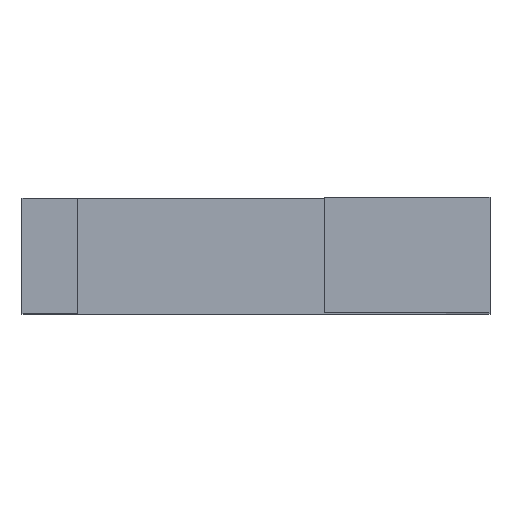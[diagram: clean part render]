
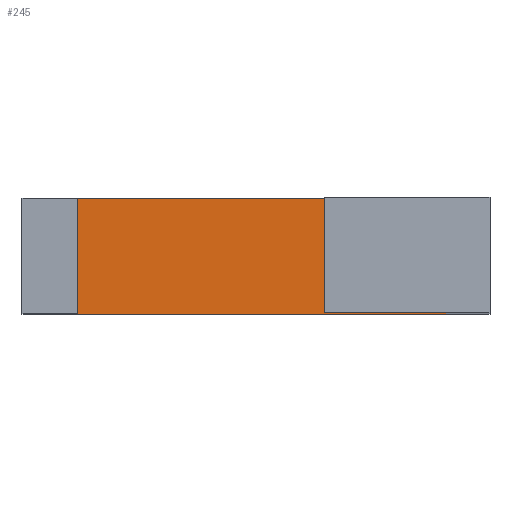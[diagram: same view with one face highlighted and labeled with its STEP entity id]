
A CAD part, top view. The second image highlights one B-rep face of the part: STEP entity #245.
In plain terms, the highlighted planar face has unit normal (0, 0, 1).
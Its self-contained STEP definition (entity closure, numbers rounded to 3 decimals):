
#245 = ADVANCED_FACE( '', ( #511 ), #512, .T. );
#511 = FACE_OUTER_BOUND( '', #1576, .T. );
#512 = PLANE( '', #1577 );
#1576 = EDGE_LOOP( '', ( #2283, #2284, #2285, #2286 ) );
#1577 = AXIS2_PLACEMENT_3D( '', #2287, #2288, #2289 );
#2283 = ORIENTED_EDGE( '', *, *, #2843, .F. );
#2284 = ORIENTED_EDGE( '', *, *, #2844, .F. );
#2285 = ORIENTED_EDGE( '', *, *, #2845, .T. );
#2286 = ORIENTED_EDGE( '', *, *, #2809, .T. );
#2287 = CARTESIAN_POINT( '', ( -8., -2.5, 0. ) );
#2288 = DIRECTION( '', ( 0., 0., 1. ) );
#2289 = DIRECTION( '', ( 1., 0., 0. ) );
#2809 = EDGE_CURVE( '', #3282, #3280, #3283, .T. );
#2843 = EDGE_CURVE( '', #3327, #3280, #3328, .T. );
#2844 = EDGE_CURVE( '', #3329, #3327, #3330, .T. );
#2845 = EDGE_CURVE( '', #3329, #3282, #3331, .T. );
#3280 = VERTEX_POINT( '', #4312 );
#3282 = VERTEX_POINT( '', #4315 );
#3283 = LINE( '', #4316, #4317 );
#3327 = VERTEX_POINT( '', #4484 );
#3328 = LINE( '', #4485, #4486 );
#3329 = VERTEX_POINT( '', #4487 );
#3330 = LINE( '', #4488, #4489 );
#3331 = LINE( '', #4490, #4491 );
#4312 = CARTESIAN_POINT( '', ( 8., 2.5, 0. ) );
#4315 = CARTESIAN_POINT( '', ( 8., -2.5, 0. ) );
#4316 = CARTESIAN_POINT( '', ( 8., -2.5, 0. ) );
#4317 = VECTOR( '', #4753, 1000. );
#4484 = CARTESIAN_POINT( '', ( -8., 2.5, 0. ) );
#4485 = CARTESIAN_POINT( '', ( -8., 2.5, 0. ) );
#4486 = VECTOR( '', #4773, 1000. );
#4487 = CARTESIAN_POINT( '', ( -8., -2.5, 0. ) );
#4488 = CARTESIAN_POINT( '', ( -8., -2.5, 0. ) );
#4489 = VECTOR( '', #4774, 1000. );
#4490 = CARTESIAN_POINT( '', ( -8., -2.5, 0. ) );
#4491 = VECTOR( '', #4775, 1000. );
#4753 = DIRECTION( '', ( 0., 1., 0. ) );
#4773 = DIRECTION( '', ( 1., 0., 0. ) );
#4774 = DIRECTION( '', ( 0., 1., 0. ) );
#4775 = DIRECTION( '', ( 1., 0., 0. ) );
